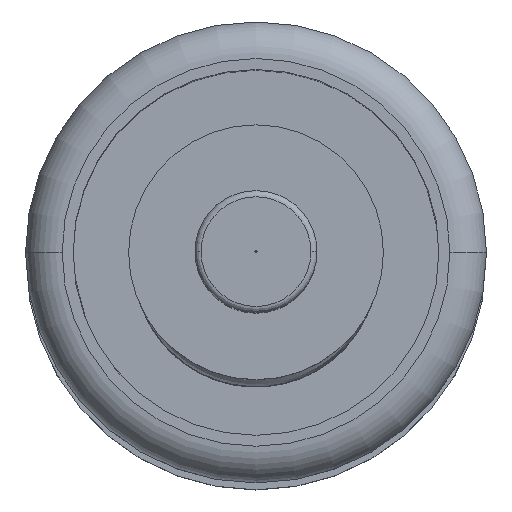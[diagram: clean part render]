
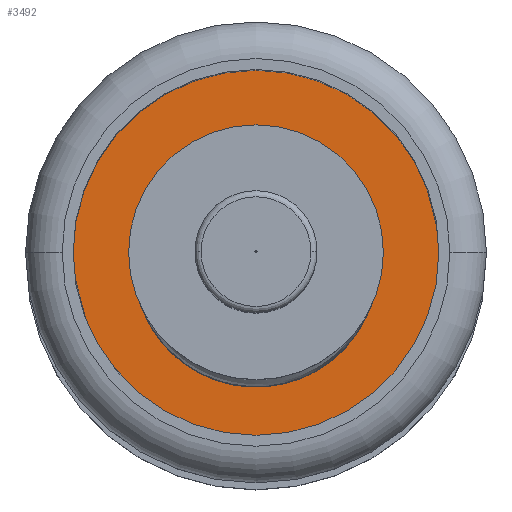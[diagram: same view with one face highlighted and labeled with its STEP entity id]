
A CAD part, top view. The second image highlights one B-rep face of the part: STEP entity #3492.
In plain terms, the highlighted planar face has unit normal (0, 0, 1).
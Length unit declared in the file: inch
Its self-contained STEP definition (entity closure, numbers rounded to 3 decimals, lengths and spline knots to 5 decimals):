
#146 = CARTESIAN_POINT ( 'NONE',  ( 0., 0., 0.256 ) ) ;
#147 = DIRECTION ( 'NONE',  ( 0., 0., 1. ) ) ;
#151 = DIRECTION ( 'NONE',  ( 1., 0., 0. ) ) ;
#659 = CARTESIAN_POINT ( 'NONE',  ( 0., 0., 0.256 ) ) ;
#660 = DIRECTION ( 'NONE',  ( 0., 0., 1. ) ) ;
#661 = DIRECTION ( 'NONE',  ( 1., 0., 0. ) ) ;
#913 = EDGE_CURVE ( 'NONE', #7841, #7791, #7335, .T. ) ;
#972 = EDGE_CURVE ( 'NONE', #7960, #7914, #2993, .T. ) ;
#1334 = PLANE ( 'NONE',  #4902 ) ;
#1979 = DIRECTION ( 'NONE',  ( 1., 0., 0. ) ) ;
#1986 = DIRECTION ( 'NONE',  ( 0., 0., 1. ) ) ;
#1997 = CARTESIAN_POINT ( 'NONE',  ( 0., 0., 0.256 ) ) ;
#2217 = EDGE_CURVE ( 'NONE', #7914, #7960, #2604, .T. ) ;
#2218 = EDGE_CURVE ( 'NONE', #7791, #7841, #2608, .T. ) ;
#2378 = AXIS2_PLACEMENT_3D ( 'NONE', #146, #147, #151 ) ;
#2604 = CIRCLE ( 'NONE', #3190, 0.06 ) ;
#2608 = CIRCLE ( 'NONE', #3173, 0.15 ) ;
#2985 = FACE_OUTER_BOUND ( 'NONE', #7216, .T. ) ;
#2989 = FACE_BOUND ( 'NONE', #7164, .T. ) ;
#2993 = CIRCLE ( 'NONE', #3260, 0.06 ) ;
#3173 = AXIS2_PLACEMENT_3D ( 'NONE', #5261, #5247, #5066 ) ;
#3190 = AXIS2_PLACEMENT_3D ( 'NONE', #5087, #5048, #5232 ) ;
#3260 = AXIS2_PLACEMENT_3D ( 'NONE', #659, #660, #661 ) ;
#3492 = ADVANCED_FACE ( 'NONE', ( #2985, #2989 ), #1334, .T. ) ;
#4530 = CARTESIAN_POINT ( 'NONE',  ( -0.15, 0., 0.256 ) ) ;
#4647 = CARTESIAN_POINT ( 'NONE',  ( -0.06, 0., 0.256 ) ) ;
#4762 = CARTESIAN_POINT ( 'NONE',  ( 0.15, 0., 0.256 ) ) ;
#4829 = CARTESIAN_POINT ( 'NONE',  ( 0.06, 0., 0.256 ) ) ;
#4902 = AXIS2_PLACEMENT_3D ( 'NONE', #1997, #1986, #1979 ) ;
#5048 = DIRECTION ( 'NONE',  ( 0., 0., 1. ) ) ;
#5066 = DIRECTION ( 'NONE',  ( 1., 0., 0. ) ) ;
#5087 = CARTESIAN_POINT ( 'NONE',  ( 0., 0., 0.256 ) ) ;
#5232 = DIRECTION ( 'NONE',  ( 1., 0., 0. ) ) ;
#5247 = DIRECTION ( 'NONE',  ( 0., 0., 1. ) ) ;
#5261 = CARTESIAN_POINT ( 'NONE',  ( 0., 0., 0.256 ) ) ;
#7164 = EDGE_LOOP ( 'NONE', ( #7577, #7715 ) ) ;
#7216 = EDGE_LOOP ( 'NONE', ( #7575, #7576 ) ) ;
#7335 = CIRCLE ( 'NONE', #2378, 0.15 ) ;
#7575 = ORIENTED_EDGE ( 'NONE', *, *, #2218, .T. ) ;
#7576 = ORIENTED_EDGE ( 'NONE', *, *, #913, .T. ) ;
#7577 = ORIENTED_EDGE ( 'NONE', *, *, #2217, .F. ) ;
#7715 = ORIENTED_EDGE ( 'NONE', *, *, #972, .F. ) ;
#7791 = VERTEX_POINT ( 'NONE', #4762 ) ;
#7841 = VERTEX_POINT ( 'NONE', #4530 ) ;
#7914 = VERTEX_POINT ( 'NONE', #4647 ) ;
#7960 = VERTEX_POINT ( 'NONE', #4829 ) ;
